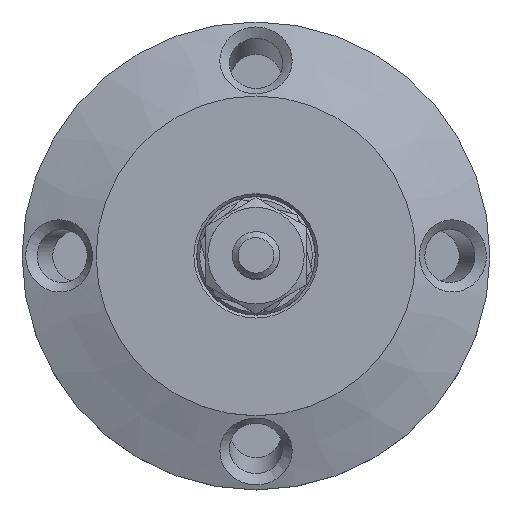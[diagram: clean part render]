
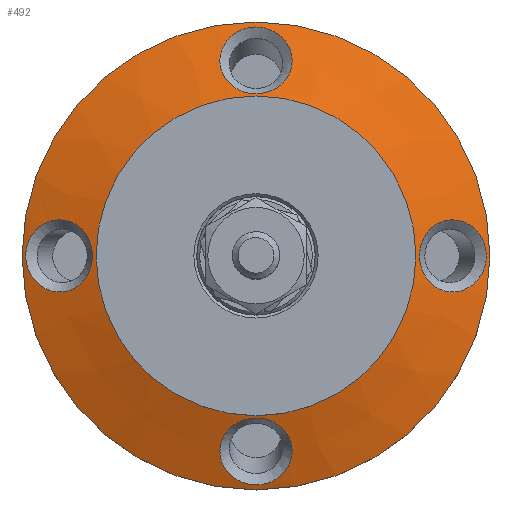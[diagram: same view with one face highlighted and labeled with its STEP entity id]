
A CAD part, top view. The second image highlights one B-rep face of the part: STEP entity #492.
In plain terms, the highlighted conical face has half-angle 70 degrees and reference radius 33.25 mm.
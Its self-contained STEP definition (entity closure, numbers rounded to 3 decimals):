
#304=CARTESIAN_POINT('',(-38.888,0.,10.173));
#305=VERTEX_POINT('',#304);
#340=CARTESIAN_POINT('',(-38.886,0.,10.174));
#341=CARTESIAN_POINT('',(-38.886,-0.301,10.174));
#342=CARTESIAN_POINT('',(-38.86,-0.886,10.182));
#343=CARTESIAN_POINT('',(-38.564,-2.166,10.272));
#344=CARTESIAN_POINT('',(-37.923,-3.492,10.469));
#345=CARTESIAN_POINT('',(-36.561,-5.082,10.897));
#346=CARTESIAN_POINT('',(-34.455,-6.148,11.59));
#347=CARTESIAN_POINT('',(-31.885,-6.142,12.51));
#348=CARTESIAN_POINT('',(-29.562,-4.937,13.419));
#349=CARTESIAN_POINT('',(-27.447,-2.011,14.345));
#350=CARTESIAN_POINT('',(-27.44,1.674,14.352));
#351=CARTESIAN_POINT('',(-29.328,4.727,13.519));
#352=CARTESIAN_POINT('',(-31.583,6.151,12.616));
#353=CARTESIAN_POINT('',(-34.037,6.141,11.74));
#354=CARTESIAN_POINT('',(-35.701,5.518,11.18));
#355=CARTESIAN_POINT('',(-36.919,4.676,10.785));
#356=CARTESIAN_POINT('',(-37.919,3.494,10.47));
#357=CARTESIAN_POINT('',(-38.568,2.164,10.271));
#358=CARTESIAN_POINT('',(-38.859,0.886,10.182));
#359=CARTESIAN_POINT('',(-38.887,0.301,10.174));
#360=CARTESIAN_POINT('',(-38.886,0.,10.174));
#361=B_SPLINE_CURVE_WITH_KNOTS('',3,(#340,#341,#342,#343,#344,#345,#346,#347,#348,#349,#350,#351,#352,#353,#354,#355,#356,#357,#358,#359,#360),.UNSPECIFIED.,.T.,.U.,(4,1,1,1,1,1,1,1,1,1,1,1,1,1,1,1,1,1,4),(-3.728,-3.595,-3.462,-3.328,-3.195,-2.929,-2.663,-2.396,-2.13,-1.598,-1.42,-1.065,-0.799,-0.666,-0.533,-0.399,-0.266,-0.133,0.0),.UNSPECIFIED.);
#362=EDGE_CURVE('',#305,#305,#361,.T.);
#379=CARTESIAN_POINT('',(0.0,0.0,12.225));
#380=DIRECTION('',(0.0,0.0,-1.0));
#381=DIRECTION('',(0.0,1.0,0.0));
#382=AXIS2_PLACEMENT_3D('',#379,#380,#381);
#383=CONICAL_SURFACE('',#382,33.25,70.);
#384=CARTESIAN_POINT('',(-6.045,32.217,12.397));
#385=VERTEX_POINT('',#384);
#386=CARTESIAN_POINT('',(-6.045,32.219,12.396));
#387=CARTESIAN_POINT('',(-6.007,31.943,12.497));
#388=CARTESIAN_POINT('',(-5.893,31.342,12.72));
#389=CARTESIAN_POINT('',(-5.315,30.04,13.225));
#390=CARTESIAN_POINT('',(-4.31,28.902,13.693));
#391=CARTESIAN_POINT('',(-2.816,27.868,14.139));
#392=CARTESIAN_POINT('',(-0.603,27.219,14.435));
#393=CARTESIAN_POINT('',(2.189,27.54,14.288));
#394=CARTESIAN_POINT('',(5.076,29.222,13.54));
#395=CARTESIAN_POINT('',(6.558,32.516,12.251));
#396=CARTESIAN_POINT('',(5.238,36.83,10.806));
#397=CARTESIAN_POINT('',(1.536,38.956,10.168));
#398=CARTESIAN_POINT('',(-2.186,38.473,10.312));
#399=CARTESIAN_POINT('',(-4.121,37.285,10.678));
#400=CARTESIAN_POINT('',(-5.275,35.89,11.125));
#401=CARTESIAN_POINT('',(-5.928,34.514,11.582));
#402=CARTESIAN_POINT('',(-6.103,33.345,11.989));
#403=CARTESIAN_POINT('',(-6.091,32.629,12.246));
#404=CARTESIAN_POINT('',(-6.064,32.357,12.345));
#405=CARTESIAN_POINT('',(-6.045,32.219,12.396));
#406=B_SPLINE_CURVE_WITH_KNOTS('',3,(#386,#387,#388,#389,#390,#391,#392,#393,#394,#395,#396,#397,#398,#399,#400,#401,#402,#403,#404,#405),.UNSPECIFIED.,.T.,.U.,(4,1,1,1,1,1,1,1,1,1,1,1,1,1,1,1,1,4),(-3.754,-3.62,-3.486,-3.351,-3.217,-2.949,-2.681,-2.413,-1.966,-1.609,-1.072,-0.804,-0.536,-0.402,-0.268,-0.134,-0.067,0.0),.UNSPECIFIED.);
#407=EDGE_CURVE('',#385,#385,#406,.T.);
#408=ORIENTED_EDGE('',*,*,#407,.F.);
#409=EDGE_LOOP('',(#408));
#410=FACE_OUTER_BOUND('',#409,.T.);
#411=CARTESIAN_POINT('',(27.612,0.,14.277));
#412=VERTEX_POINT('',#411);
#413=CARTESIAN_POINT('',(27.613,0.,14.277));
#414=CARTESIAN_POINT('',(27.613,-0.302,14.277));
#415=CARTESIAN_POINT('',(27.64,-0.891,14.265));
#416=CARTESIAN_POINT('',(27.915,-2.172,14.14));
#417=CARTESIAN_POINT('',(28.53,-3.504,13.868));
#418=CARTESIAN_POINT('',(29.49,-4.688,13.46));
#419=CARTESIAN_POINT('',(30.678,-5.53,12.982));
#420=CARTESIAN_POINT('',(32.317,-6.146,12.353));
#421=CARTESIAN_POINT('',(34.771,-6.141,11.479));
#422=CARTESIAN_POINT('',(37.089,-4.708,10.728));
#423=CARTESIAN_POINT('',(39.067,-1.663,10.117));
#424=CARTESIAN_POINT('',(39.061,1.998,10.118));
#425=CARTESIAN_POINT('',(36.841,4.918,10.804));
#426=CARTESIAN_POINT('',(34.479,6.138,11.583));
#427=CARTESIAN_POINT('',(32.318,6.147,12.353));
#428=CARTESIAN_POINT('',(30.678,5.53,12.982));
#429=CARTESIAN_POINT('',(29.49,4.688,13.46));
#430=CARTESIAN_POINT('',(28.53,3.504,13.868));
#431=CARTESIAN_POINT('',(27.915,2.172,14.14));
#432=CARTESIAN_POINT('',(27.64,0.891,14.265));
#433=CARTESIAN_POINT('',(27.613,0.302,14.277));
#434=CARTESIAN_POINT('',(27.613,0.,14.277));
#435=B_SPLINE_CURVE_WITH_KNOTS('',3,(#413,#414,#415,#416,#417,#418,#419,#420,#421,#422,#423,#424,#425,#426,#427,#428,#429,#430,#431,#432,#433,#434),.UNSPECIFIED.,.T.,.U.,(4,1,1,1,1,1,1,1,1,1,1,1,1,1,1,1,1,1,1,4),(-3.728,-3.595,-3.462,-3.328,-3.195,-3.062,-2.929,-2.663,-2.308,-2.13,-1.598,-1.331,-1.065,-0.799,-0.666,-0.533,-0.399,-0.266,-0.133,0.0),.UNSPECIFIED.);
#436=EDGE_CURVE('',#412,#412,#435,.T.);
#437=ORIENTED_EDGE('',*,*,#436,.F.);
#438=EDGE_LOOP('',(#437));
#439=FACE_BOUND('',#438,.T.);
#440=CARTESIAN_POINT('',(0.0,39.5,9.95));
#441=VERTEX_POINT('',#440);
#442=CARTESIAN_POINT('',(0.0,0.0,9.95));
#443=DIRECTION('',(0.0,0.0,-1.0));
#444=DIRECTION('',(0.0,1.0,0.0));
#445=AXIS2_PLACEMENT_3D('',#442,#443,#444);
#446=CIRCLE('',#445,39.5);
#447=EDGE_CURVE('',#441,#441,#446,.T.);
#448=ORIENTED_EDGE('',*,*,#447,.F.);
#449=EDGE_LOOP('',(#448));
#450=FACE_BOUND('',#449,.T.);
#451=CARTESIAN_POINT('',(0.0,27.0,14.5));
#452=VERTEX_POINT('',#451);
#453=CARTESIAN_POINT('',(0.0,0.0,14.5));
#454=DIRECTION('',(0.0,0.0,-1.0));
#455=DIRECTION('',(0.0,1.0,0.0));
#456=AXIS2_PLACEMENT_3D('',#453,#454,#455);
#457=CIRCLE('',#456,27.0);
#458=EDGE_CURVE('',#452,#452,#457,.T.);
#459=ORIENTED_EDGE('',*,*,#458,.T.);
#460=EDGE_LOOP('',(#459));
#461=FACE_BOUND('',#460,.T.);
#462=CARTESIAN_POINT('',(-6.045,-32.217,12.397));
#463=VERTEX_POINT('',#462);
#464=CARTESIAN_POINT('',(-6.044,-32.214,12.398));
#465=CARTESIAN_POINT('',(-6.082,-32.49,12.296));
#466=CARTESIAN_POINT('',(-6.135,-33.099,12.075));
#467=CARTESIAN_POINT('',(-5.93,-34.52,11.58));
#468=CARTESIAN_POINT('',(-5.274,-35.889,11.126));
#469=CARTESIAN_POINT('',(-4.125,-37.284,10.678));
#470=CARTESIAN_POINT('',(-2.179,-38.48,10.31));
#471=CARTESIAN_POINT('',(0.595,-38.825,10.207));
#472=CARTESIAN_POINT('',(3.856,-37.809,10.514));
#473=CARTESIAN_POINT('',(6.218,-34.899,11.431));
#474=CARTESIAN_POINT('',(6.147,-30.448,13.017));
#475=CARTESIAN_POINT('',(3.14,-27.633,14.24));
#476=CARTESIAN_POINT('',(-0.612,-27.224,14.435));
#477=CARTESIAN_POINT('',(-2.812,-27.868,14.138));
#478=CARTESIAN_POINT('',(-4.31,-28.9,13.694));
#479=CARTESIAN_POINT('',(-5.314,-30.046,13.222));
#480=CARTESIAN_POINT('',(-5.796,-31.116,12.807));
#481=CARTESIAN_POINT('',(-5.978,-31.806,12.548));
#482=CARTESIAN_POINT('',(-6.025,-32.076,12.448));
#483=CARTESIAN_POINT('',(-6.044,-32.214,12.398));
#484=B_SPLINE_CURVE_WITH_KNOTS('',3,(#464,#465,#466,#467,#468,#469,#470,#471,#472,#473,#474,#475,#476,#477,#478,#479,#480,#481,#482,#483),.UNSPECIFIED.,.T.,.U.,(4,1,1,1,1,1,1,1,1,1,1,1,1,1,1,1,1,4),(-3.754,-3.62,-3.486,-3.351,-3.217,-2.949,-2.681,-2.413,-1.966,-1.609,-1.072,-0.804,-0.536,-0.402,-0.268,-0.134,-0.067,0.0),.UNSPECIFIED.);
#485=EDGE_CURVE('',#463,#463,#484,.T.);
#486=ORIENTED_EDGE('',*,*,#485,.F.);
#487=EDGE_LOOP('',(#486));
#488=FACE_BOUND('',#487,.T.);
#489=ORIENTED_EDGE('',*,*,#362,.F.);
#490=EDGE_LOOP('',(#489));
#491=FACE_BOUND('',#490,.T.);
#492=ADVANCED_FACE('',(#410,#439,#450,#461,#488,#491),#383,.T.);
